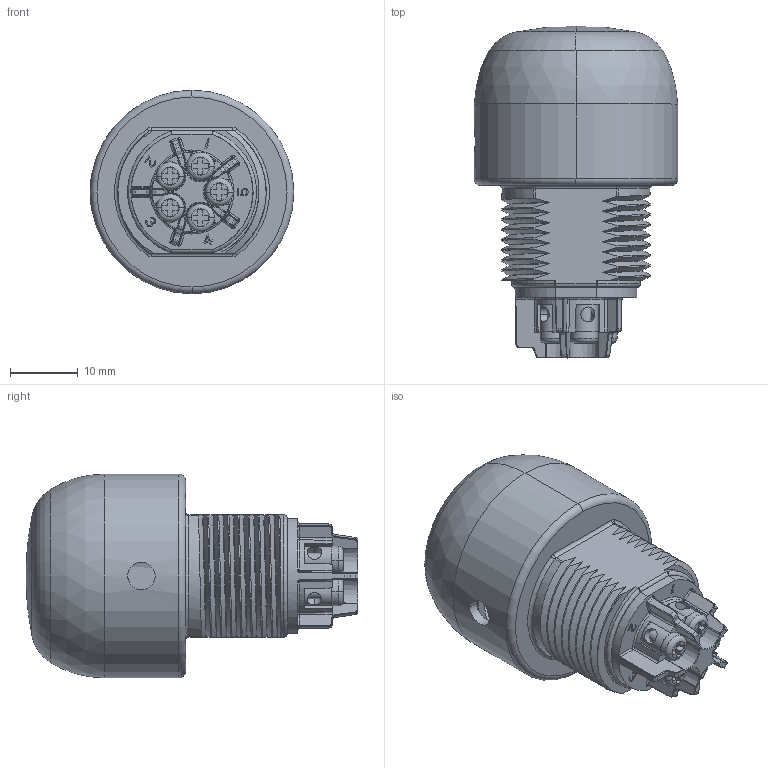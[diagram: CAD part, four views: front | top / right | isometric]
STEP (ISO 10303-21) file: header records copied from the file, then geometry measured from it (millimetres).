
FILE_DESCRIPTION((''),'2;1');
FILE_NAME('199955_ASM','2017-03-22T',('pdmadmin'),('BANNER ENGINEERING'),'CREO PARAMETRIC BY PTC INC, 2016260','CREO PARAMETRIC BY PTC INC, 2016260','');
FILE_SCHEMA(('CONFIG_CONTROL_DESIGN'));
Products named in the file (6): 133592; 168909; 199025; 197244; 165820; 199955_ASM
Assembly tree (13 placements, depth 2):
  199955_ASM
    133592
    168909
    199025
    197244  x5
    165820  x5
Bounding box: 30 x 48.9 x 30 mm (x, y, z)
Volume: 10113.8 mm3; surface area: 11334.7 mm2
Topology: 13 solids, 28 shells, 1040 faces, 2683 edges, 1694 vertices
Faces by surface type: plane 413, cylinder 234, bspline 212, cone 87, torus 77, sphere 17
Entity records: 48147 total; most frequent: CARTESIAN_POINT 28995, ORIENTED_EDGE 4390, DIRECTION 3407, EDGE_CURVE 2199, VERTEX_POINT 1390, AXIS2_PLACEMENT_3D 1247, VECTOR 913, LINE 913
